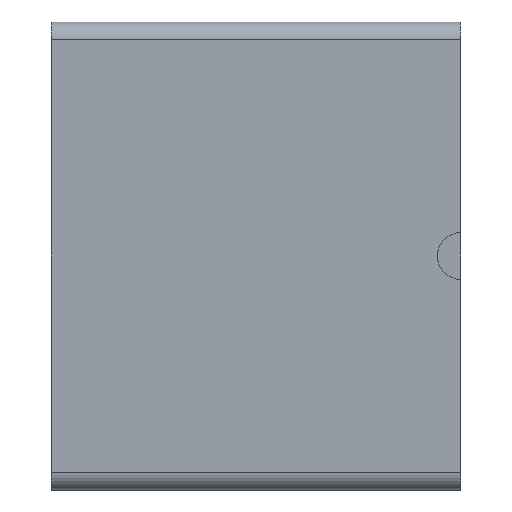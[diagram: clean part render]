
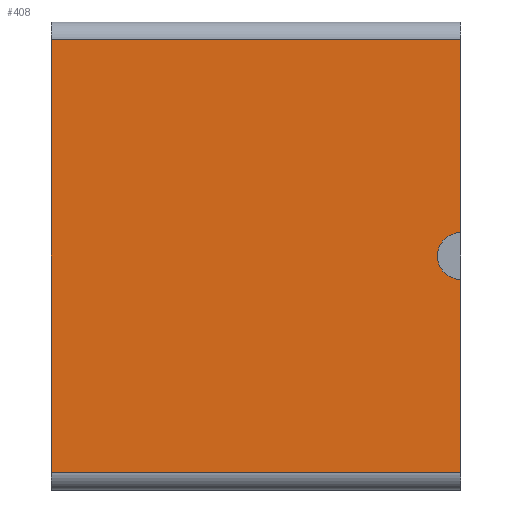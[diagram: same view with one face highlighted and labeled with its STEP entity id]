
A CAD part, left-side view. The second image highlights one B-rep face of the part: STEP entity #408.
In plain terms, the highlighted planar face has unit normal (-1, 0, 0).
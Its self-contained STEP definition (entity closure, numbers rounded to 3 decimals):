
#20=CIRCLE('',#438,2.);
#48=FACE_OUTER_BOUND('',#69,.T.);
#69=EDGE_LOOP('',(#326,#327,#328,#329,#330,#331));
#102=LINE('',#623,#147);
#106=LINE('',#638,#151);
#116=LINE('',#664,#161);
#117=LINE('',#667,#162);
#118=LINE('',#668,#163);
#147=VECTOR('',#502,10.);
#151=VECTOR('',#514,10.);
#161=VECTOR('',#540,10.);
#162=VECTOR('',#543,10.);
#163=VECTOR('',#544,10.);
#183=VERTEX_POINT('',#607);
#184=VERTEX_POINT('',#609);
#189=VERTEX_POINT('',#622);
#196=VERTEX_POINT('',#636);
#203=VERTEX_POINT('',#660);
#205=VERTEX_POINT('',#666);
#225=EDGE_CURVE('',#184,#183,#20,.T.);
#232=EDGE_CURVE('',#189,#184,#102,.T.);
#240=EDGE_CURVE('',#183,#196,#106,.T.);
#253=EDGE_CURVE('',#189,#203,#116,.T.);
#254=EDGE_CURVE('',#205,#196,#117,.T.);
#255=EDGE_CURVE('',#203,#205,#118,.T.);
#326=ORIENTED_EDGE('',*,*,#225,.T.);
#327=ORIENTED_EDGE('',*,*,#240,.T.);
#328=ORIENTED_EDGE('',*,*,#254,.F.);
#329=ORIENTED_EDGE('',*,*,#255,.F.);
#330=ORIENTED_EDGE('',*,*,#253,.F.);
#331=ORIENTED_EDGE('',*,*,#232,.T.);
#389=PLANE('',#452);
#408=ADVANCED_FACE('',(#48),#389,.T.);
#438=AXIS2_PLACEMENT_3D('',#610,#492,#493);
#452=AXIS2_PLACEMENT_3D('',#665,#541,#542);
#492=DIRECTION('center_axis',(1.,0.,0.));
#493=DIRECTION('ref_axis',(0.,0.,1.));
#502=DIRECTION('',(0.,0.,1.));
#514=DIRECTION('',(0.,0.,1.));
#540=DIRECTION('',(0.,1.,0.));
#541=DIRECTION('center_axis',(-1.,0.,0.));
#542=DIRECTION('ref_axis',(0.,0.,1.));
#543=DIRECTION('',(0.,-1.,0.));
#544=DIRECTION('',(0.,0.,1.));
#607=CARTESIAN_POINT('',(-21.,7.5,2.));
#609=CARTESIAN_POINT('',(-21.,7.5,-2.));
#610=CARTESIAN_POINT('Origin',(-21.,7.5,0.));
#622=CARTESIAN_POINT('',(-21.,7.5,-18.5));
#623=CARTESIAN_POINT('',(-21.,7.5,-20.));
#636=CARTESIAN_POINT('',(-21.,7.5,18.5));
#638=CARTESIAN_POINT('',(-21.,7.5,-20.));
#660=CARTESIAN_POINT('',(-21.,42.5,-18.5));
#664=CARTESIAN_POINT('',(-21.,7.5,-18.5));
#665=CARTESIAN_POINT('Origin',(-21.,7.5,-20.));
#666=CARTESIAN_POINT('',(-21.,42.5,18.5));
#667=CARTESIAN_POINT('',(-21.,7.5,18.5));
#668=CARTESIAN_POINT('',(-21.,42.5,-20.));
